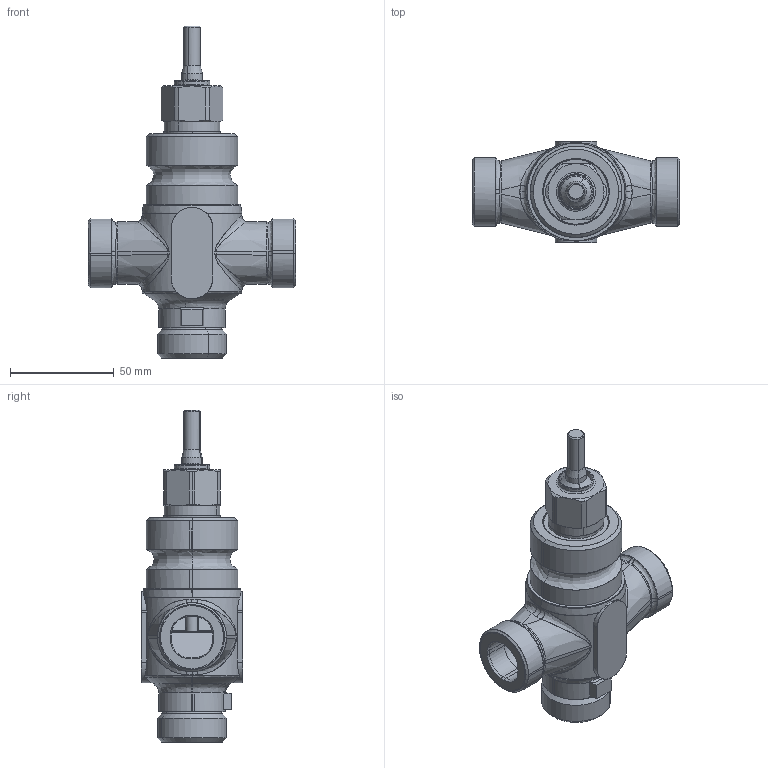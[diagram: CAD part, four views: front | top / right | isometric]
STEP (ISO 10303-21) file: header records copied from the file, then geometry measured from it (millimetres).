
FILE_DESCRIPTION(('CATIA V5 STEP Exchange'),'2;1');
FILE_NAME('VLE132 DN15.stp','2015-04-20T13:50:10+00:00',('none'),('none'),'CATIA Version 5 Release 20 SP 6 (IN-10)','CATIA V5 STEP AP214','none');
FILE_SCHEMA(('AUTOMOTIVE_DESIGN { 1 0 10303 214 1 1 1 1 }'));
Length unit declared in the file: millimetre
Products named in the file (10): 6221s1; HUS15-BEARB; 954-1367s1; 953-1008; 954-1363; 954-1362; fett; 954-1388; 954-1346; 953-1018
Assembly tree (11 placements, depth 3):
  6221s1
    HUS15-BEARB
    954-1367s1
      953-1008
      954-1363  x2
      954-1362  x2
      fett
      954-1388
    954-1346
    953-1018
Bounding box: 100 x 49 x 159.86 mm (x, y, z)
Volume: 34141.5 mm3; surface area: 58930.4 mm2
Topology: 9 solids, 314 shells, 582 faces, 2060 edges, 1812 vertices
Faces by surface type: cylinder 196, plane 109, bspline 101, revolution 77, cone 53, torus 46
Entity records: 33851 total; most frequent: CARTESIAN_POINT 16866, ORIENTED_EDGE 2540, EDGE_CURVE 2019, DIRECTION 1875, VERTEX_POINT 1790, AXIS2_PLACEMENT_3D 919, B_SPLINE_CURVE_WITH_KNOTS 890, EDGE_LOOP 600
